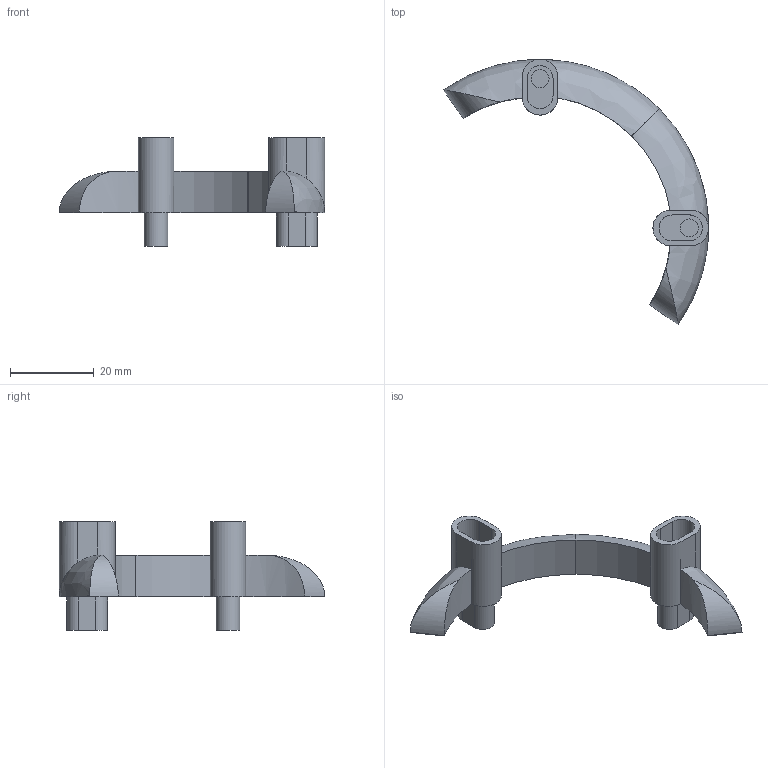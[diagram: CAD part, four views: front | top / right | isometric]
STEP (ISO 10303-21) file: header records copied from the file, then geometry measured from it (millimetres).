
FILE_DESCRIPTION(/* description */ (''),/* implementation_level */ '2;1');
FILE_NAME(/* name */ 'xDuoo Spacer.step',/* time_stamp */ '2020-09-16T18:18:35-07:00',/* author */ (''),/* organization */ (''),/* preprocessor_version */ 'ST-DEVELOPER v18.1',/* originating_system */ 'Autodesk Translation Framework v9.3.0.1241',/* authorisation */ '');
FILE_SCHEMA (('AUTOMOTIVE_DESIGN { 1 0 10303 214 3 1 1 }'));
Length unit declared in the file: millimetre
Products named in the file (2): xDuoo Spacer; Spacer
Assembly tree (1 placements, depth 2):
  xDuoo Spacer
    Spacer
Bounding box: 63.33 x 63.33 x 26 mm (x, y, z)
Volume: 8659.8 mm3; surface area: 5175 mm2
Topology: 1 solids, 1 shells, 56 faces, 134 edges, 88 vertices
Faces by surface type: plane 27, cylinder 24, bspline 5
Full cylindrical faces by diameter (mm): 4.3 x4
Entity records: 2055 total; most frequent: CARTESIAN_POINT 720, ORIENTED_EDGE 268, DIRECTION 258, EDGE_CURVE 134, AXIS2_PLACEMENT_3D 94, VERTEX_POINT 88, LINE 70, VECTOR 70
